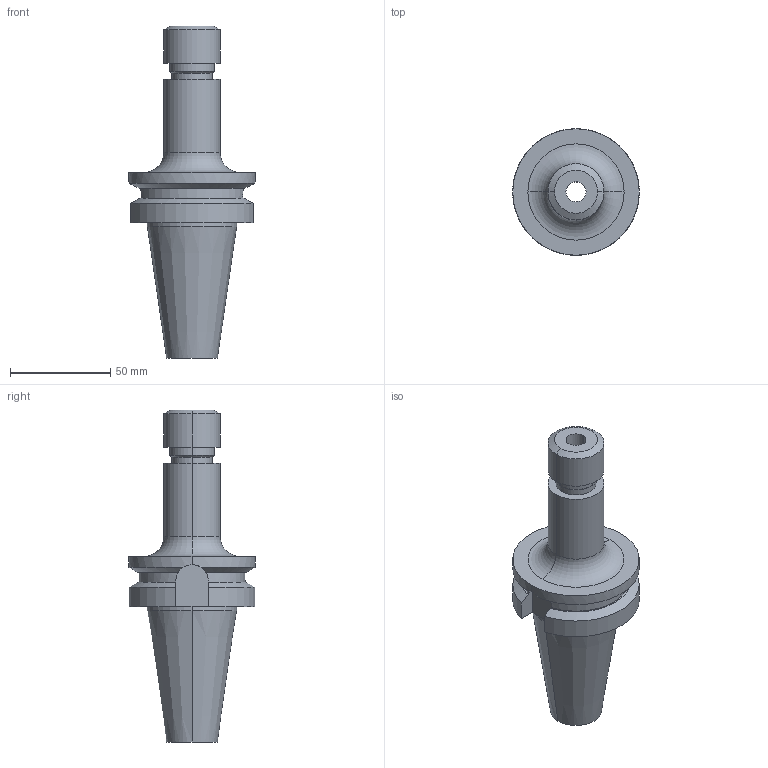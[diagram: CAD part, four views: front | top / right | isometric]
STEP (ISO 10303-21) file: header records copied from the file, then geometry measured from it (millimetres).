
FILE_DESCRIPTION (( 'STEP AP203' ), '1' );
FILE_NAME ('STP-16153-AD+B.STEP', '2020-06-17T09:18:35', ( '' ), ( '' ), 'SwSTEP 2.0', 'SolidWorks 2017', '' );
FILE_SCHEMA (( 'CONFIG_CONTROL_DESIGN' ));
Length unit declared in the file: millimetre
Products named in the file (1): STP-16153-AD+B
Bounding box: 63 x 63 x 165.4 mm (x, y, z)
Volume: 161051.4 mm3; surface area: 30943.4 mm2
Topology: 1 solids, 1 shells, 59 faces, 138 edges, 87 vertices
Faces by surface type: cylinder 27, plane 18, cone 12, torus 2
Entity records: 1836 total; most frequent: CARTESIAN_POINT 377, DIRECTION 305, ORIENTED_EDGE 276, EDGE_CURVE 138, AXIS2_PLACEMENT_3D 123, VERTEX_POINT 87, EDGE_LOOP 67, CIRCLE 63
